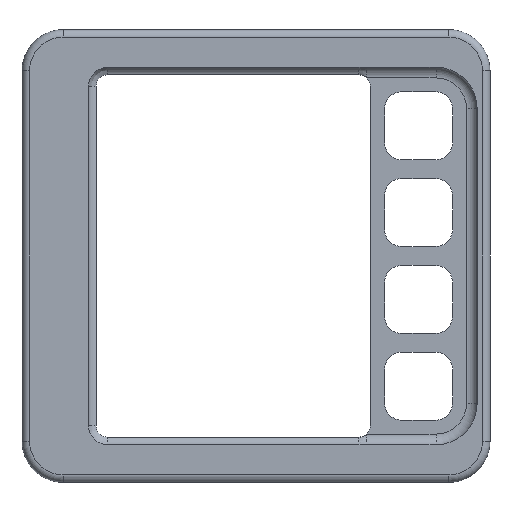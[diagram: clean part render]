
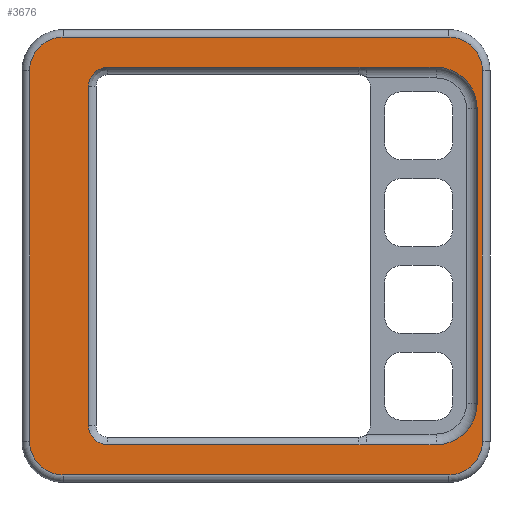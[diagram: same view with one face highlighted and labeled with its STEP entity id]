
A CAD part, front view. The second image highlights one B-rep face of the part: STEP entity #3676.
In plain terms, the highlighted planar face has unit normal (0, -1, 0).
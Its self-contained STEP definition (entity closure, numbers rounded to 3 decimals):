
#48=FACE_BOUND('',#776,.T.);
#266=CIRCLE('',#4032,2.5);
#270=CIRCLE('',#4036,2.5);
#280=CIRCLE('',#4051,5.45);
#284=CIRCLE('',#4056,5.45);
#293=CIRCLE('',#4069,4.465);
#297=CIRCLE('',#4075,4.465);
#301=CIRCLE('',#4081,4.465);
#304=CIRCLE('',#4086,4.465);
#536=FACE_OUTER_BOUND('',#775,.T.);
#775=EDGE_LOOP('',(#3261,#3262,#3263,#3264,#3265,#3266,#3267,#3268));
#776=EDGE_LOOP('',(#3269,#3270,#3271,#3272,#3273,#3274,#3275,#3276,#3277,
#3278,#3279,#3280));
#1092=LINE('',#6161,#1429);
#1094=LINE('',#6197,#1431);
#1097=LINE('',#6204,#1434);
#1098=LINE('',#6233,#1435);
#1099=LINE('',#6264,#1436);
#1100=LINE('',#6269,#1437);
#1103=LINE('',#6276,#1440);
#1104=LINE('',#6290,#1441);
#1109=LINE('',#6310,#1446);
#1110=LINE('',#6321,#1447);
#1112=LINE('',#6333,#1449);
#1114=LINE('',#6345,#1451);
#1429=VECTOR('',#5044,10.);
#1431=VECTOR('',#5064,10.);
#1434=VECTOR('',#5071,10.);
#1435=VECTOR('',#5074,10.);
#1436=VECTOR('',#5081,10.);
#1437=VECTOR('',#5086,10.);
#1440=VECTOR('',#5093,10.);
#1441=VECTOR('',#5112,10.);
#1446=VECTOR('',#5135,10.);
#1447=VECTOR('',#5148,10.);
#1449=VECTOR('',#5162,10.);
#1451=VECTOR('',#5176,10.);
#1755=VERTEX_POINT('',#6158);
#1756=VERTEX_POINT('',#6160);
#1759=VERTEX_POINT('',#6175);
#1760=VERTEX_POINT('',#6188);
#1763=VERTEX_POINT('',#6195);
#1764=VERTEX_POINT('',#6200);
#1767=VERTEX_POINT('',#6231);
#1768=VERTEX_POINT('',#6260);
#1771=VERTEX_POINT('',#6267);
#1772=VERTEX_POINT('',#6272);
#1775=VERTEX_POINT('',#6279);
#1776=VERTEX_POINT('',#6284);
#1780=VERTEX_POINT('',#6303);
#1783=VERTEX_POINT('',#6308);
#1785=VERTEX_POINT('',#6313);
#1787=VERTEX_POINT('',#6319);
#1789=VERTEX_POINT('',#6325);
#1791=VERTEX_POINT('',#6331);
#1793=VERTEX_POINT('',#6337);
#1795=VERTEX_POINT('',#6343);
#2237=EDGE_CURVE('',#1756,#1755,#1092,.T.);
#2241=EDGE_CURVE('',#1755,#1759,#266,.T.);
#2245=EDGE_CURVE('',#1760,#1756,#270,.T.);
#2247=EDGE_CURVE('',#1759,#1763,#1094,.T.);
#2251=EDGE_CURVE('',#1764,#1760,#1097,.T.);
#2253=EDGE_CURVE('',#1763,#1767,#1098,.T.);
#2257=EDGE_CURVE('',#1768,#1764,#1099,.T.);
#2259=EDGE_CURVE('',#1767,#1771,#1100,.T.);
#2263=EDGE_CURVE('',#1772,#1768,#1103,.T.);
#2265=EDGE_CURVE('',#1771,#1775,#280,.T.);
#2269=EDGE_CURVE('',#1776,#1772,#284,.T.);
#2270=EDGE_CURVE('',#1775,#1776,#1104,.T.);
#2282=EDGE_CURVE('',#1783,#1780,#1109,.T.);
#2284=EDGE_CURVE('',#1785,#1783,#293,.T.);
#2287=EDGE_CURVE('',#1787,#1785,#1110,.T.);
#2290=EDGE_CURVE('',#1789,#1787,#297,.T.);
#2293=EDGE_CURVE('',#1791,#1789,#1112,.T.);
#2296=EDGE_CURVE('',#1793,#1791,#301,.T.);
#2299=EDGE_CURVE('',#1795,#1793,#1114,.T.);
#2301=EDGE_CURVE('',#1780,#1795,#304,.T.);
#3261=ORIENTED_EDGE('',*,*,#2282,.F.);
#3262=ORIENTED_EDGE('',*,*,#2284,.F.);
#3263=ORIENTED_EDGE('',*,*,#2287,.F.);
#3264=ORIENTED_EDGE('',*,*,#2290,.F.);
#3265=ORIENTED_EDGE('',*,*,#2293,.F.);
#3266=ORIENTED_EDGE('',*,*,#2296,.F.);
#3267=ORIENTED_EDGE('',*,*,#2299,.F.);
#3268=ORIENTED_EDGE('',*,*,#2301,.F.);
#3269=ORIENTED_EDGE('',*,*,#2269,.T.);
#3270=ORIENTED_EDGE('',*,*,#2263,.T.);
#3271=ORIENTED_EDGE('',*,*,#2257,.T.);
#3272=ORIENTED_EDGE('',*,*,#2251,.T.);
#3273=ORIENTED_EDGE('',*,*,#2245,.T.);
#3274=ORIENTED_EDGE('',*,*,#2237,.T.);
#3275=ORIENTED_EDGE('',*,*,#2241,.T.);
#3276=ORIENTED_EDGE('',*,*,#2247,.T.);
#3277=ORIENTED_EDGE('',*,*,#2253,.T.);
#3278=ORIENTED_EDGE('',*,*,#2259,.T.);
#3279=ORIENTED_EDGE('',*,*,#2265,.T.);
#3280=ORIENTED_EDGE('',*,*,#2270,.T.);
#3470=PLANE('',#4092);
#3676=ADVANCED_FACE('',(#536,#48),#3470,.F.);
#4032=AXIS2_PLACEMENT_3D('',#6177,#5050,#5051);
#4036=AXIS2_PLACEMENT_3D('',#6192,#5058,#5059);
#4051=AXIS2_PLACEMENT_3D('',#6281,#5098,#5099);
#4056=AXIS2_PLACEMENT_3D('',#6288,#5108,#5109);
#4069=AXIS2_PLACEMENT_3D('',#6315,#5140,#5141);
#4075=AXIS2_PLACEMENT_3D('',#6327,#5154,#5155);
#4081=AXIS2_PLACEMENT_3D('',#6339,#5168,#5169);
#4086=AXIS2_PLACEMENT_3D('',#6348,#5180,#5181);
#4092=AXIS2_PLACEMENT_3D('',#6359,#5197,#5198);
#5044=DIRECTION('',(0.,0.,1.));
#5050=DIRECTION('center_axis',(0.,1.,0.));
#5051=DIRECTION('ref_axis',(0.,0.,1.));
#5058=DIRECTION('center_axis',(0.,1.,0.));
#5059=DIRECTION('ref_axis',(-1.,0.,0.));
#5064=DIRECTION('',(1.,0.,0.));
#5071=DIRECTION('',(-1.,0.,0.));
#5074=DIRECTION('',(1.,0.,0.));
#5081=DIRECTION('',(-1.,0.,0.));
#5086=DIRECTION('',(1.,0.,0.));
#5093=DIRECTION('',(-1.,0.,0.));
#5098=DIRECTION('center_axis',(0.,1.,0.));
#5099=DIRECTION('ref_axis',(1.,0.,0.));
#5108=DIRECTION('center_axis',(0.,1.,0.));
#5109=DIRECTION('ref_axis',(0.,0.,-1.));
#5112=DIRECTION('',(0.,0.,-1.));
#5135=DIRECTION('',(0.,0.,-1.));
#5140=DIRECTION('center_axis',(0.,1.,0.));
#5141=DIRECTION('ref_axis',(0.707,0.,0.707));
#5148=DIRECTION('',(1.,0.,0.));
#5154=DIRECTION('center_axis',(0.,1.,0.));
#5155=DIRECTION('ref_axis',(-0.707,0.,0.707));
#5162=DIRECTION('',(0.,0.,1.));
#5168=DIRECTION('center_axis',(0.,1.,0.));
#5169=DIRECTION('ref_axis',(-0.707,0.,-0.707));
#5176=DIRECTION('',(-1.,0.,0.));
#5180=DIRECTION('center_axis',(0.,1.,0.));
#5181=DIRECTION('ref_axis',(0.707,0.,-0.707));
#5197=DIRECTION('center_axis',(0.,1.,0.));
#5198=DIRECTION('ref_axis',(0.,0.,1.));
#6158=CARTESIAN_POINT('',(-22.175,-3.3,22.5));
#6160=CARTESIAN_POINT('',(-22.175,-3.3,-22.5));
#6161=CARTESIAN_POINT('',(-22.175,-3.3,-11.25));
#6175=CARTESIAN_POINT('',(-19.675,-3.3,25.));
#6177=CARTESIAN_POINT('Origin',(-19.675,-3.3,22.5));
#6188=CARTESIAN_POINT('',(-19.675,-3.3,-25.));
#6192=CARTESIAN_POINT('Origin',(-19.675,-3.3,-22.5));
#6195=CARTESIAN_POINT('',(13.635,-3.3,25.));
#6197=CARTESIAN_POINT('',(-9.837,-3.3,25.));
#6200=CARTESIAN_POINT('',(13.635,-3.3,-25.));
#6204=CARTESIAN_POINT('',(11.925,-3.3,-25.));
#6231=CARTESIAN_POINT('',(14.67,-3.3,25.));
#6233=CARTESIAN_POINT('',(-9.837,-3.3,25.));
#6260=CARTESIAN_POINT('',(14.67,-3.3,-25.));
#6264=CARTESIAN_POINT('',(11.925,-3.3,-25.));
#6267=CARTESIAN_POINT('',(23.85,-3.3,25.));
#6269=CARTESIAN_POINT('',(-9.837,-3.3,25.));
#6272=CARTESIAN_POINT('',(23.85,-3.3,-25.));
#6276=CARTESIAN_POINT('',(11.925,-3.3,-25.));
#6279=CARTESIAN_POINT('',(29.3,-3.3,19.55));
#6281=CARTESIAN_POINT('Origin',(23.85,-3.3,19.55));
#6284=CARTESIAN_POINT('',(29.3,-3.3,-19.55));
#6288=CARTESIAN_POINT('Origin',(23.85,-3.3,-19.55));
#6290=CARTESIAN_POINT('',(29.3,-3.3,9.775));
#6303=CARTESIAN_POINT('',(30.,-3.3,-24.535));
#6308=CARTESIAN_POINT('',(30.,-3.3,24.535));
#6310=CARTESIAN_POINT('',(30.,-3.3,-12.268));
#6313=CARTESIAN_POINT('',(25.535,-3.3,29.));
#6315=CARTESIAN_POINT('Origin',(25.535,-3.3,24.535));
#6319=CARTESIAN_POINT('',(-25.535,-3.3,29.));
#6321=CARTESIAN_POINT('',(12.768,-3.3,29.));
#6325=CARTESIAN_POINT('',(-30.,-3.3,24.535));
#6327=CARTESIAN_POINT('Origin',(-25.535,-3.3,24.535));
#6331=CARTESIAN_POINT('',(-30.,-3.3,-24.535));
#6333=CARTESIAN_POINT('',(-30.,-3.3,12.268));
#6337=CARTESIAN_POINT('',(-25.535,-3.3,-29.));
#6339=CARTESIAN_POINT('Origin',(-25.535,-3.3,-24.535));
#6343=CARTESIAN_POINT('',(25.535,-3.3,-29.));
#6345=CARTESIAN_POINT('',(-12.768,-3.3,-29.));
#6348=CARTESIAN_POINT('Origin',(25.535,-3.3,-24.535));
#6359=CARTESIAN_POINT('Origin',(0.,-3.3,0.));
